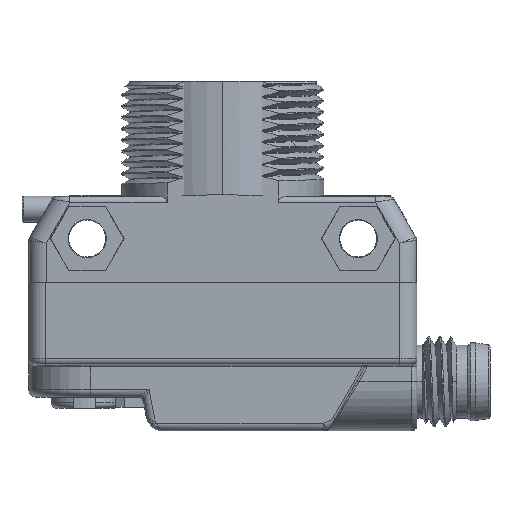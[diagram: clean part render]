
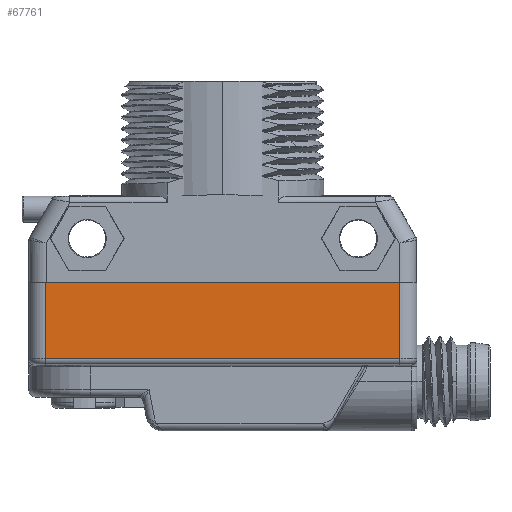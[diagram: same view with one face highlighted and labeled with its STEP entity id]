
A CAD part, left-side view. The second image highlights one B-rep face of the part: STEP entity #67761.
In plain terms, the highlighted planar face has unit normal (-1, 0, 0).
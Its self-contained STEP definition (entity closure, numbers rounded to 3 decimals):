
#62871=DIRECTION('',(0.,1.,0.));
#62872=VECTOR('',#62871,31.5);
#62873=CARTESIAN_POINT('',(-7.5,1.5,0.));
#62874=LINE('',#62873,#62872);
#62920=DIRECTION('',(0.,0.,1.));
#62921=VECTOR('',#62920,6.8);
#62922=CARTESIAN_POINT('',(-7.5,33.,-6.8));
#62923=LINE('',#62922,#62921);
#62943=DIRECTION('',(0.,1.,0.));
#62944=VECTOR('',#62943,31.5);
#62945=CARTESIAN_POINT('',(-7.5,1.5,-6.8));
#62946=LINE('',#62945,#62944);
#62952=DIRECTION('',(0.,0.,-1.));
#62953=VECTOR('',#62952,6.8);
#62954=CARTESIAN_POINT('',(-7.5,1.5,0.));
#62955=LINE('',#62954,#62953);
#63560=CARTESIAN_POINT('',(-7.5,33.,0.));
#63562=VERTEX_POINT('',#63560);
#63567=CARTESIAN_POINT('',(-7.5,1.5,0.));
#63568=VERTEX_POINT('',#63567);
#64085=CARTESIAN_POINT('',(-7.5,33.,-6.8));
#64086=VERTEX_POINT('',#64085);
#64089=CARTESIAN_POINT('',(-7.5,1.5,-6.8));
#64090=VERTEX_POINT('',#64089);
#67749=CARTESIAN_POINT('',(-7.5,0.,-13.2));
#67750=DIRECTION('',(-1.,0.,0.));
#67751=DIRECTION('',(0.,0.,1.));
#67752=AXIS2_PLACEMENT_3D('',#67749,#67750,#67751);
#67753=PLANE('',#67752);
#67754=ORIENTED_EDGE('',*,*,#67742,.T.);
#67755=ORIENTED_EDGE('',*,*,#67717,.T.);
#67756=ORIENTED_EDGE('',*,*,#67686,.F.);
#67758=ORIENTED_EDGE('',*,*,#67757,.T.);
#67759=EDGE_LOOP('',(#67754,#67755,#67756,#67758));
#67760=FACE_OUTER_BOUND('',#67759,.F.);
#67761=ADVANCED_FACE('',(#67760),#67753,.T.);
#67686=EDGE_CURVE('',#63568,#63562,#62874,.T.);
#67717=EDGE_CURVE('',#64086,#63562,#62923,.T.);
#67742=EDGE_CURVE('',#64090,#64086,#62946,.T.);
#67757=EDGE_CURVE('',#63568,#64090,#62955,.T.);
